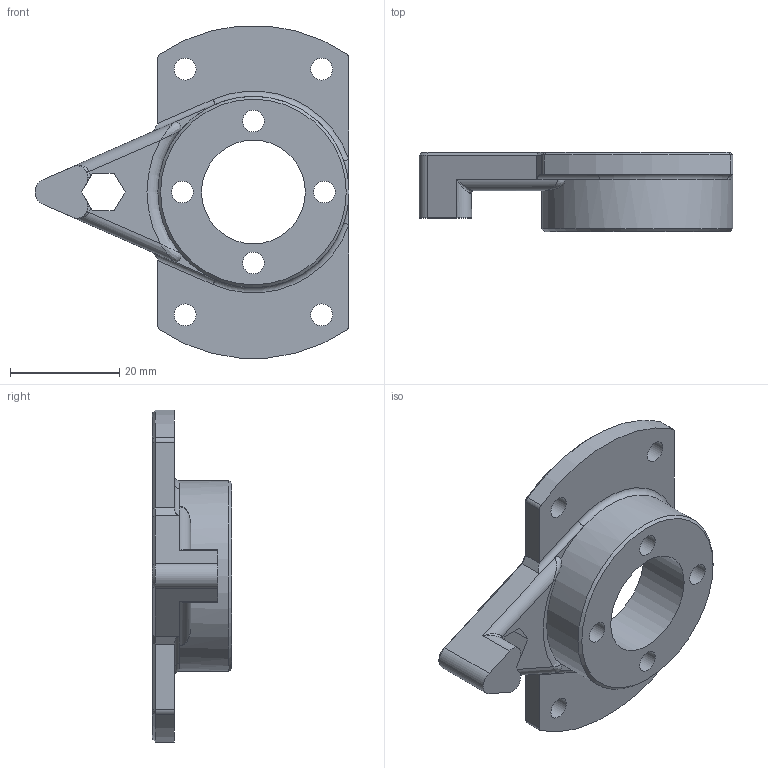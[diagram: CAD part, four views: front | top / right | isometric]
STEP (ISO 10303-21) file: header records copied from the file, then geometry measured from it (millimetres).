
FILE_DESCRIPTION(/* description */ (''),/* implementation_level */ '2;1');
FILE_NAME(/* name */ 'Lim_act_plate.stp',/* time_stamp */ '2021-10-28T09:56:36+02:00',/* author */ ('Teo'),/* organization */ (''),/* preprocessor_version */ 'ST-DEVELOPER v18.1',/* originating_system */ 'Autodesk Inventor 2022',/* authorisation */ '');
FILE_SCHEMA (('AUTOMOTIVE_DESIGN { 1 0 10303 214 3 1 1 }'));
Length unit declared in the file: millimetre
Products named in the file (1): Lim_act_plate
Bounding box: 57.5 x 14.5 x 60.81 mm (x, y, z)
Volume: 13141.1 mm3; surface area: 7853.6 mm2
Topology: 1 solids, 1 shells, 157 faces, 414 edges, 260 vertices
Faces by surface type: plane 65, bspline 50, cylinder 26, cone 8, torus 8
Full cylindrical faces by diameter (mm): 4 x8, 19 x1, 33 x1, 35 x1
Entity records: 5494 total; most frequent: CARTESIAN_POINT 1848, ORIENTED_EDGE 816, DIRECTION 609, EDGE_CURVE 408, VERTEX_POINT 260, LINE 227, VECTOR 227, AXIS2_PLACEMENT_3D 191
